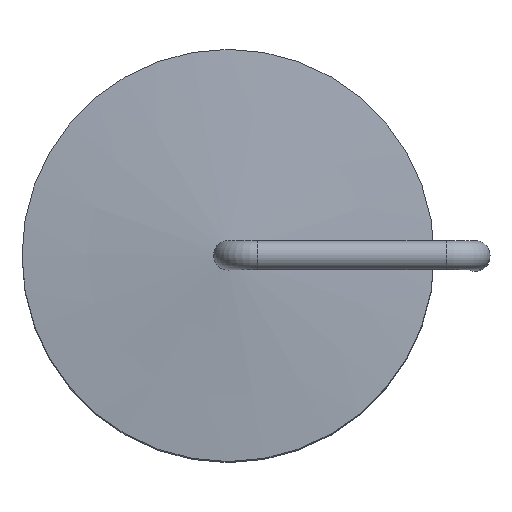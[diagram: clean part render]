
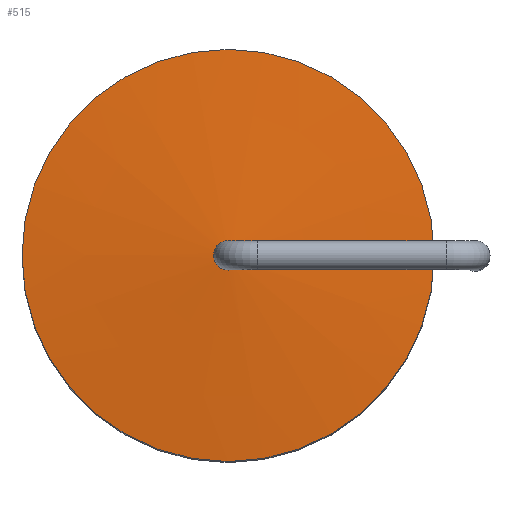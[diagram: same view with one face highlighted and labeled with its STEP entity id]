
A CAD part, top view. The second image highlights one B-rep face of the part: STEP entity #515.
In plain terms, the highlighted conical face has half-angle 85.171 degrees and reference radius 0.338 mm.
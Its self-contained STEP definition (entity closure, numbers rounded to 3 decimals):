
#496 = VERTEX_POINT('',#497);
#497 = CARTESIAN_POINT('',(6.35,0.,19.912));
#503 = EDGE_CURVE('',#496,#496,#504,.T.);
#504 = CIRCLE('',#505,6.35);
#505 = AXIS2_PLACEMENT_3D('',#506,#507,#508);
#506 = CARTESIAN_POINT('',(0.,0.,19.912));
#507 = DIRECTION('',(0.,0.,-1.));
#508 = DIRECTION('',(1.,0.,0.));
#515 = ADVANCED_FACE('',(#516),#535,.T.);
#516 = FACE_BOUND('',#517,.T.);
#517 = EDGE_LOOP('',(#518,#527,#533,#534));
#518 = ORIENTED_EDGE('',*,*,#519,.F.);
#519 = EDGE_CURVE('',#520,#520,#522,.T.);
#520 = VERTEX_POINT('',#521);
#521 = CARTESIAN_POINT('',(0.45,0.,20.41));
#522 = CIRCLE('',#523,0.45);
#523 = AXIS2_PLACEMENT_3D('',#524,#525,#526);
#524 = CARTESIAN_POINT('',(0.,0.,20.41)
  );
#525 = DIRECTION('',(0.,0.,1.));
#526 = DIRECTION('',(0.,-1.,0.));
#527 = ORIENTED_EDGE('',*,*,#528,.T.);
#528 = EDGE_CURVE('',#520,#496,#529,.T.);
#529 = LINE('',#530,#531);
#530 = CARTESIAN_POINT('',(0.338,0.,20.42));
#531 = VECTOR('',#532,1.);
#532 = DIRECTION('',(0.996,0.,
    -0.084));
#533 = ORIENTED_EDGE('',*,*,#503,.F.);
#534 = ORIENTED_EDGE('',*,*,#528,.F.);
#535 = CONICAL_SURFACE('',#536,0.338,1.487);
#536 = AXIS2_PLACEMENT_3D('',#537,#538,#539);
#537 = CARTESIAN_POINT('',(0.,0.,20.42));
#538 = DIRECTION('',(0.,0.,-1.));
#539 = DIRECTION('',(1.,0.,0.));
